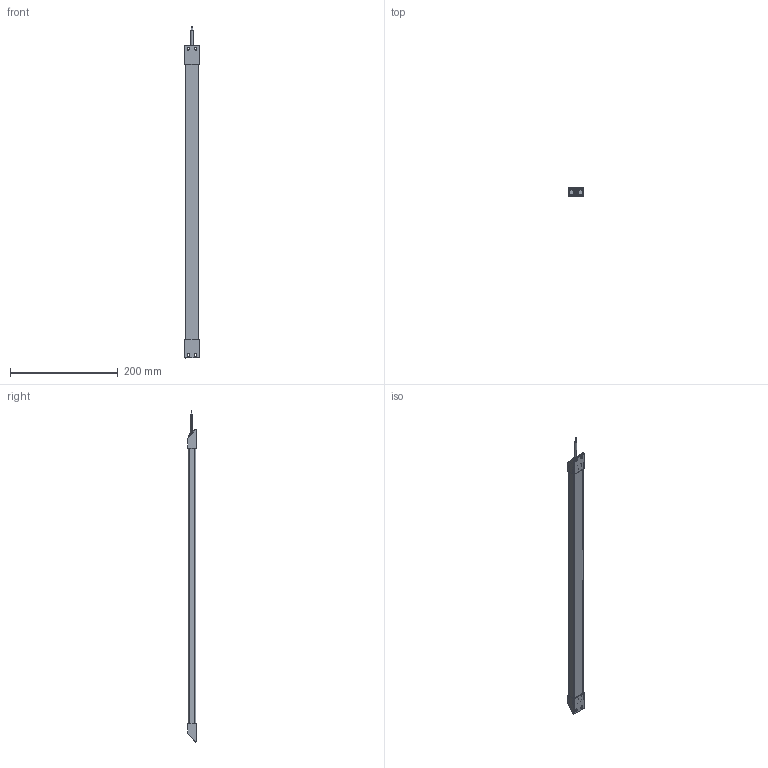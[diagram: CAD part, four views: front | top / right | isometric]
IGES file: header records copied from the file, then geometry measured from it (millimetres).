
Start section: SolidWorks IGES file using analytic representation for surfaces
Global section: file name: LF1B-ND&P-2$$$($)2-[1][3]M_rev0.0.IGS; native system: SolidWorks 2019; preprocessor: SolidWorks 2019; author: 1003643; date: 211213.102628; units: millimetre
Bounding box: 27.5 x 16 x 616.5 mm (x, y, z)
Surface area: 52387.6 mm2 (no closed solid volume)
Topology: 0 solids, 0 shells, 282 faces, 2876 edges, 2860 vertices
Faces by surface type: revolution 145, bspline 137
